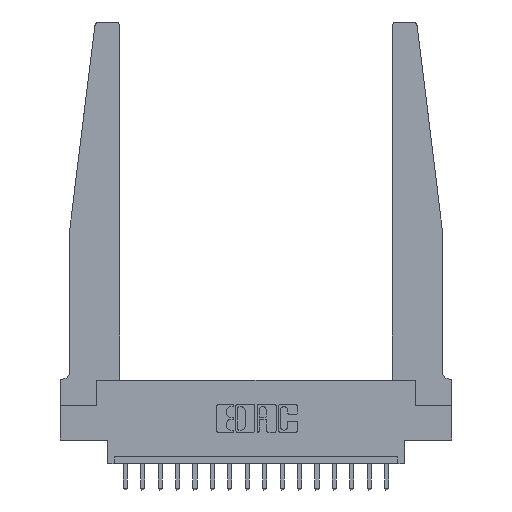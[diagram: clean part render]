
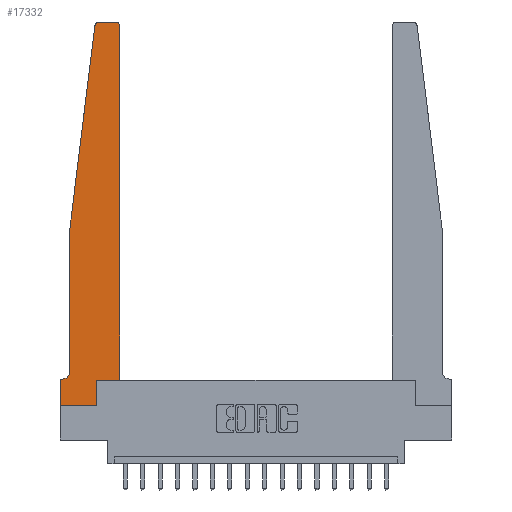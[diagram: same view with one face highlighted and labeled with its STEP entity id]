
A CAD part, top view. The second image highlights one B-rep face of the part: STEP entity #17332.
In plain terms, the highlighted planar face has unit normal (0, 0, 1).
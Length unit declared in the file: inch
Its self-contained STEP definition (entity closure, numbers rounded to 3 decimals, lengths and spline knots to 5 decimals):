
#68 = ORIENTED_EDGE ( 'NONE', *, *, #7628, .T. ) ;
#205 = CARTESIAN_POINT ( 'NONE',  ( 0.015, 0.1875, 0.37 ) ) ;
#218 = DIRECTION ( 'NONE',  ( -1., 0., 0. ) ) ;
#361 = DIRECTION ( 'NONE',  ( 0., 1., 0. ) ) ;
#400 = LINE ( 'NONE', #16641, #10225 ) ;
#753 = AXIS2_PLACEMENT_3D ( 'NONE', #8230, #12420, #9731 ) ;
#1959 = EDGE_CURVE ( 'NONE', #9095, #14027, #12108, .T. ) ;
#2730 = LINE ( 'NONE', #4826, #4504 ) ;
#3062 = LINE ( 'NONE', #14037, #14375 ) ;
#3124 = EDGE_LOOP ( 'NONE', ( #17522, #18232, #4514, #68, #15893, #14745, #14087, #9956, #18354, #14199, #5420, #18367 ) ) ;
#3324 = DIRECTION ( 'NONE',  ( 0., -1., 0. ) ) ;
#3562 = DIRECTION ( 'NONE',  ( 0., 0., 1. ) ) ;
#3706 = CARTESIAN_POINT ( 'NONE',  ( 0.065, 1.25, 0.37 ) ) ;
#3860 = VERTEX_POINT ( 'NONE', #13443 ) ;
#4118 = PLANE ( 'NONE',  #17023 ) ;
#4374 = DIRECTION ( 'NONE',  ( 1., 0., 0. ) ) ;
#4481 = CARTESIAN_POINT ( 'NONE',  ( 0.425, 0.18, 0.37 ) ) ;
#4504 = VECTOR ( 'NONE', #361, 39.37008 ) ;
#4514 = ORIENTED_EDGE ( 'NONE', *, *, #12571, .T. ) ;
#4803 = EDGE_CURVE ( 'NONE', #17333, #14896, #13989, .T. ) ;
#4826 = CARTESIAN_POINT ( 'NONE',  ( 0.425, 0.18, 0.37 ) ) ;
#5339 = VERTEX_POINT ( 'NONE', #3706 ) ;
#5420 = ORIENTED_EDGE ( 'NONE', *, *, #15697, .T. ) ;
#5667 = DIRECTION ( 'NONE',  ( 0., 1., 0. ) ) ;
#5838 = VERTEX_POINT ( 'NONE', #14487 ) ;
#5948 = EDGE_CURVE ( 'NONE', #8885, #15955, #3062, .T. ) ;
#6041 = CIRCLE ( 'NONE', #753, 0.03 ) ;
#6073 = VECTOR ( 'NONE', #218, 39.37008 ) ;
#6098 = CARTESIAN_POINT ( 'NONE',  ( 0.065, 1.25, 0.37 ) ) ;
#6514 = LINE ( 'NONE', #9541, #6073 ) ;
#6937 = CARTESIAN_POINT ( 'NONE',  ( 0.27653, 2.75, 0.37 ) ) ;
#7079 = CARTESIAN_POINT ( 'NONE',  ( 0., 0.1875, 0.37 ) ) ;
#7175 = CARTESIAN_POINT ( 'NONE',  ( 0., 0., 0.37 ) ) ;
#7181 = EDGE_CURVE ( 'NONE', #9404, #5838, #13178, .T. ) ;
#7618 = CARTESIAN_POINT ( 'NONE',  ( 0.2605, 0.18, 0.37 ) ) ;
#7628 = EDGE_CURVE ( 'NONE', #5339, #3860, #8417, .T. ) ;
#7864 = CARTESIAN_POINT ( 'NONE',  ( 0.395, 2.75, 0.37 ) ) ;
#8013 = VECTOR ( 'NONE', #13185, 39.37008 ) ;
#8230 = CARTESIAN_POINT ( 'NONE',  ( 0.395, 2.72, 0.37 ) ) ;
#8255 = CARTESIAN_POINT ( 'NONE',  ( 0., 0., 0.37 ) ) ;
#8371 = CARTESIAN_POINT ( 'NONE',  ( 0., 0.1875, 0.37 ) ) ;
#8417 = LINE ( 'NONE', #6098, #12429 ) ;
#8572 = EDGE_CURVE ( 'NONE', #3860, #8885, #16356, .T. ) ;
#8885 = VERTEX_POINT ( 'NONE', #205 ) ;
#9095 = VERTEX_POINT ( 'NONE', #7618 ) ;
#9289 = DIRECTION ( 'NONE',  ( -1., 0., 0. ) ) ;
#9321 = CARTESIAN_POINT ( 'NONE',  ( 0.065, 1.25, 0.37 ) ) ;
#9404 = VERTEX_POINT ( 'NONE', #6937 ) ;
#9516 = CARTESIAN_POINT ( 'NONE',  ( 0.2605, 0., 0.37 ) ) ;
#9541 = CARTESIAN_POINT ( 'NONE',  ( 0.25, 2.75, 0.37 ) ) ;
#9587 = VECTOR ( 'NONE', #12330, 39.37008 ) ;
#9731 = DIRECTION ( 'NONE',  ( 1., 0., 0. ) ) ;
#9956 = ORIENTED_EDGE ( 'NONE', *, *, #4803, .T. ) ;
#10009 = LINE ( 'NONE', #9321, #9587 ) ;
#10225 = VECTOR ( 'NONE', #5667, 39.37008 ) ;
#10311 = VERTEX_POINT ( 'NONE', #14917 ) ;
#10877 = EDGE_CURVE ( 'NONE', #12960, #9404, #6514, .T. ) ;
#10887 = FACE_OUTER_BOUND ( 'NONE', #3124, .T. ) ;
#11172 = CARTESIAN_POINT ( 'NONE',  ( 0., 0., 0.37 ) ) ;
#11292 = VECTOR ( 'NONE', #4374, 39.37008 ) ;
#11355 = DIRECTION ( 'NONE',  ( -1., 0., 0. ) ) ;
#12100 = EDGE_CURVE ( 'NONE', #10311, #12960, #6041, .T. ) ;
#12108 = LINE ( 'NONE', #4481, #14532 ) ;
#12194 = CARTESIAN_POINT ( 'NONE',  ( 0.27653, 2.72, 0.37 ) ) ;
#12330 = DIRECTION ( 'NONE',  ( -0.122, -0.992, 0. ) ) ;
#12420 = DIRECTION ( 'NONE',  ( 0., 0., 1. ) ) ;
#12429 = VECTOR ( 'NONE', #3324, 39.37008 ) ;
#12571 = EDGE_CURVE ( 'NONE', #5838, #5339, #10009, .T. ) ;
#12960 = VERTEX_POINT ( 'NONE', #7864 ) ;
#12973 = DIRECTION ( 'NONE',  ( 1., 0., 0. ) ) ;
#13178 = CIRCLE ( 'NONE', #16274, 0.03 ) ;
#13185 = DIRECTION ( 'NONE',  ( 0., -1., 0. ) ) ;
#13410 = DIRECTION ( 'NONE',  ( 0., 0., -1. ) ) ;
#13443 = CARTESIAN_POINT ( 'NONE',  ( 0.065, 0.2375, 0.37 ) ) ;
#13592 = AXIS2_PLACEMENT_3D ( 'NONE', #17800, #13410, #9289 ) ;
#13989 = LINE ( 'NONE', #7175, #11292 ) ;
#14027 = VERTEX_POINT ( 'NONE', #16106 ) ;
#14037 = CARTESIAN_POINT ( 'NONE',  ( 0.065, 0.1875, 0.37 ) ) ;
#14087 = ORIENTED_EDGE ( 'NONE', *, *, #16668, .T. ) ;
#14199 = ORIENTED_EDGE ( 'NONE', *, *, #1959, .T. ) ;
#14246 = LINE ( 'NONE', #11172, #8013 ) ;
#14375 = VECTOR ( 'NONE', #11355, 39.37008 ) ;
#14487 = CARTESIAN_POINT ( 'NONE',  ( 0.24675, 2.72367, 0.37 ) ) ;
#14532 = VECTOR ( 'NONE', #12973, 39.37008 ) ;
#14745 = ORIENTED_EDGE ( 'NONE', *, *, #5948, .T. ) ;
#14896 = VERTEX_POINT ( 'NONE', #9516 ) ;
#14917 = CARTESIAN_POINT ( 'NONE',  ( 0.425, 2.72, 0.37 ) ) ;
#15135 = DIRECTION ( 'NONE',  ( 1., 0., 0. ) ) ;
#15572 = DIRECTION ( 'NONE',  ( 1., 0., 0. ) ) ;
#15697 = EDGE_CURVE ( 'NONE', #14027, #10311, #2730, .T. ) ;
#15893 = ORIENTED_EDGE ( 'NONE', *, *, #8572, .T. ) ;
#15955 = VERTEX_POINT ( 'NONE', #8371 ) ;
#16106 = CARTESIAN_POINT ( 'NONE',  ( 0.425, 0.18, 0.37 ) ) ;
#16274 = AXIS2_PLACEMENT_3D ( 'NONE', #12194, #3562, #15135 ) ;
#16356 = CIRCLE ( 'NONE', #13592, 0.05 ) ;
#16641 = CARTESIAN_POINT ( 'NONE',  ( 0.2605, 0.18, 0.37 ) ) ;
#16668 = EDGE_CURVE ( 'NONE', #15955, #17333, #14246, .T. ) ;
#16876 = DIRECTION ( 'NONE',  ( 0., 0., 1. ) ) ;
#17023 = AXIS2_PLACEMENT_3D ( 'NONE', #7079, #16876, #15572 ) ;
#17305 = EDGE_CURVE ( 'NONE', #14896, #9095, #400, .T. ) ;
#17332 = ADVANCED_FACE ( 'NONE', ( #10887 ), #4118, .T. ) ;
#17333 = VERTEX_POINT ( 'NONE', #8255 ) ;
#17522 = ORIENTED_EDGE ( 'NONE', *, *, #10877, .T. ) ;
#17800 = CARTESIAN_POINT ( 'NONE',  ( 0.015, 0.2375, 0.37 ) ) ;
#18232 = ORIENTED_EDGE ( 'NONE', *, *, #7181, .T. ) ;
#18354 = ORIENTED_EDGE ( 'NONE', *, *, #17305, .T. ) ;
#18367 = ORIENTED_EDGE ( 'NONE', *, *, #12100, .T. ) ;
